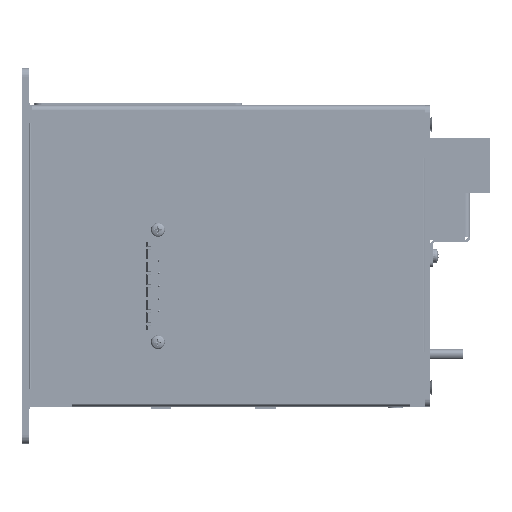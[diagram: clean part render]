
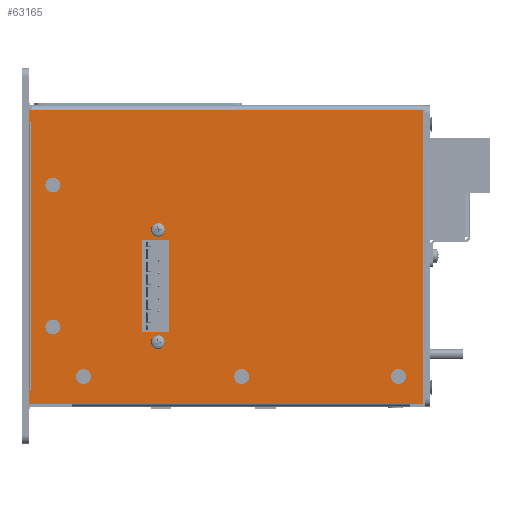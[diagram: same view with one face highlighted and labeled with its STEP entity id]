
A CAD part, left-side view. The second image highlights one B-rep face of the part: STEP entity #63165.
In plain terms, the highlighted planar face has unit normal (-1, 0, 0).
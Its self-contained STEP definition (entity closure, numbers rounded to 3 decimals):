
#3347=FACE_BOUND('',#9469,.T.);
#3348=FACE_BOUND('',#9470,.T.);
#3349=FACE_BOUND('',#9471,.T.);
#3350=FACE_BOUND('',#9472,.T.);
#3351=FACE_BOUND('',#9473,.T.);
#3352=FACE_BOUND('',#9474,.T.);
#3353=FACE_BOUND('',#9475,.T.);
#3354=FACE_BOUND('',#9476,.T.);
#4029=CIRCLE('',#67381,2.55);
#4030=CIRCLE('',#67382,2.55);
#4031=CIRCLE('',#67383,2.55);
#4032=CIRCLE('',#67384,1.75);
#4033=CIRCLE('',#67385,1.75);
#4034=CIRCLE('',#67386,2.55);
#4035=CIRCLE('',#67387,2.55);
#5907=FACE_OUTER_BOUND('',#9468,.T.);
#9468=EDGE_LOOP('',(#42324,#42325,#42326,#42327,#42328,#42329,#42330,#42331,
#42332));
#9469=EDGE_LOOP('',(#42333));
#9470=EDGE_LOOP('',(#42334));
#9471=EDGE_LOOP('',(#42335));
#9472=EDGE_LOOP('',(#42336));
#9473=EDGE_LOOP('',(#42337));
#9474=EDGE_LOOP('',(#42338,#42339,#42340,#42341));
#9475=EDGE_LOOP('',(#42342));
#9476=EDGE_LOOP('',(#42343));
#13711=LINE('',#91456,#20605);
#13720=LINE('',#91474,#20614);
#13723=LINE('',#91480,#20617);
#13725=LINE('',#91484,#20619);
#13726=LINE('',#91486,#20620);
#13727=LINE('',#91488,#20621);
#13728=LINE('',#91490,#20622);
#13729=LINE('',#91492,#20623);
#13730=LINE('',#91493,#20624);
#13731=LINE('',#91506,#20625);
#13732=LINE('',#91508,#20626);
#13733=LINE('',#91510,#20627);
#13734=LINE('',#91511,#20628);
#20605=VECTOR('',#73111,10.);
#20614=VECTOR('',#73126,10.);
#20617=VECTOR('',#73131,10.);
#20619=VECTOR('',#73135,1.44);
#20620=VECTOR('',#73136,10.);
#20621=VECTOR('',#73137,10.);
#20622=VECTOR('',#73138,10.);
#20623=VECTOR('',#73139,10.);
#20624=VECTOR('',#73140,1.44);
#20625=VECTOR('',#73151,10.);
#20626=VECTOR('',#73152,10.);
#20627=VECTOR('',#73153,10.);
#20628=VECTOR('',#73154,10.);
#27499=VERTEX_POINT('',#91453);
#27500=VERTEX_POINT('',#91455);
#27506=VERTEX_POINT('',#91473);
#27508=VERTEX_POINT('',#91479);
#27509=VERTEX_POINT('',#91483);
#27510=VERTEX_POINT('',#91485);
#27511=VERTEX_POINT('',#91487);
#27512=VERTEX_POINT('',#91489);
#27513=VERTEX_POINT('',#91491);
#27514=VERTEX_POINT('',#91494);
#27515=VERTEX_POINT('',#91496);
#27516=VERTEX_POINT('',#91498);
#27517=VERTEX_POINT('',#91500);
#27518=VERTEX_POINT('',#91502);
#27519=VERTEX_POINT('',#91504);
#27520=VERTEX_POINT('',#91505);
#27521=VERTEX_POINT('',#91507);
#27522=VERTEX_POINT('',#91509);
#27523=VERTEX_POINT('',#91512);
#27524=VERTEX_POINT('',#91514);
#33272=EDGE_CURVE('',#27500,#27499,#13711,.T.);
#33281=EDGE_CURVE('',#27506,#27500,#13720,.T.);
#33284=EDGE_CURVE('',#27508,#27506,#13723,.T.);
#33286=EDGE_CURVE('',#27509,#27499,#13725,.T.);
#33287=EDGE_CURVE('',#27510,#27509,#13726,.T.);
#33288=EDGE_CURVE('',#27511,#27510,#13727,.T.);
#33289=EDGE_CURVE('',#27511,#27512,#13728,.T.);
#33290=EDGE_CURVE('',#27512,#27513,#13729,.T.);
#33291=EDGE_CURVE('',#27508,#27513,#13730,.T.);
#33292=EDGE_CURVE('',#27514,#27514,#4029,.T.);
#33293=EDGE_CURVE('',#27515,#27515,#4030,.T.);
#33294=EDGE_CURVE('',#27516,#27516,#4031,.T.);
#33295=EDGE_CURVE('',#27517,#27517,#4032,.T.);
#33296=EDGE_CURVE('',#27518,#27518,#4033,.T.);
#33297=EDGE_CURVE('',#27519,#27520,#13731,.T.);
#33298=EDGE_CURVE('',#27520,#27521,#13732,.T.);
#33299=EDGE_CURVE('',#27521,#27522,#13733,.T.);
#33300=EDGE_CURVE('',#27522,#27519,#13734,.T.);
#33301=EDGE_CURVE('',#27523,#27523,#4034,.T.);
#33302=EDGE_CURVE('',#27524,#27524,#4035,.T.);
#42324=ORIENTED_EDGE('',*,*,#33284,.T.);
#42325=ORIENTED_EDGE('',*,*,#33281,.T.);
#42326=ORIENTED_EDGE('',*,*,#33272,.T.);
#42327=ORIENTED_EDGE('',*,*,#33286,.F.);
#42328=ORIENTED_EDGE('',*,*,#33287,.F.);
#42329=ORIENTED_EDGE('',*,*,#33288,.F.);
#42330=ORIENTED_EDGE('',*,*,#33289,.T.);
#42331=ORIENTED_EDGE('',*,*,#33290,.T.);
#42332=ORIENTED_EDGE('',*,*,#33291,.F.);
#42333=ORIENTED_EDGE('',*,*,#33292,.F.);
#42334=ORIENTED_EDGE('',*,*,#33293,.F.);
#42335=ORIENTED_EDGE('',*,*,#33294,.F.);
#42336=ORIENTED_EDGE('',*,*,#33295,.T.);
#42337=ORIENTED_EDGE('',*,*,#33296,.T.);
#42338=ORIENTED_EDGE('',*,*,#33297,.T.);
#42339=ORIENTED_EDGE('',*,*,#33298,.T.);
#42340=ORIENTED_EDGE('',*,*,#33299,.T.);
#42341=ORIENTED_EDGE('',*,*,#33300,.T.);
#42342=ORIENTED_EDGE('',*,*,#33301,.F.);
#42343=ORIENTED_EDGE('',*,*,#33302,.F.);
#60374=PLANE('',#67380);
#63165=ADVANCED_FACE('',(#5907,#3347,#3348,#3349,#3350,#3351,#3352,#3353,
#3354),#60374,.T.);
#67380=AXIS2_PLACEMENT_3D('',#91482,#73133,#73134);
#67381=AXIS2_PLACEMENT_3D('',#91495,#73141,#73142);
#67382=AXIS2_PLACEMENT_3D('',#91497,#73143,#73144);
#67383=AXIS2_PLACEMENT_3D('',#91499,#73145,#73146);
#67384=AXIS2_PLACEMENT_3D('',#91501,#73147,#73148);
#67385=AXIS2_PLACEMENT_3D('',#91503,#73149,#73150);
#67386=AXIS2_PLACEMENT_3D('',#91513,#73155,#73156);
#67387=AXIS2_PLACEMENT_3D('',#91515,#73157,#73158);
#73111=DIRECTION('',(0.,1.,0.));
#73126=DIRECTION('',(0.,0.,-1.));
#73131=DIRECTION('',(0.,-1.,0.));
#73133=DIRECTION('center_axis',(-1.,0.,0.));
#73134=DIRECTION('ref_axis',(0.,0.,
1.));
#73135=DIRECTION('',(0.,0.,1.));
#73136=DIRECTION('',(0.,1.,0.));
#73137=DIRECTION('',(0.,0.,-1.));
#73138=DIRECTION('',(0.,1.,0.));
#73139=DIRECTION('',(0.,1.,0.));
#73140=DIRECTION('',(0.,0.,1.));
#73141=DIRECTION('center_axis',(-1.,0.,0.));
#73142=DIRECTION('ref_axis',(0.,0.,
-1.));
#73143=DIRECTION('center_axis',(-1.,0.,0.));
#73144=DIRECTION('ref_axis',(0.,0.,
-1.));
#73145=DIRECTION('center_axis',(-1.,0.,0.));
#73146=DIRECTION('ref_axis',(0.,0.,
-1.));
#73147=DIRECTION('center_axis',(1.,0.,0.));
#73148=DIRECTION('ref_axis',(0.,0.,-1.));
#73149=DIRECTION('center_axis',(1.,0.,0.));
#73150=DIRECTION('ref_axis',(0.,0.,-1.));
#73151=DIRECTION('',(0.,0.,-1.));
#73152=DIRECTION('',(0.,1.,0.));
#73153=DIRECTION('',(0.,0.,1.));
#73154=DIRECTION('',(0.,-1.,0.));
#73155=DIRECTION('center_axis',(-1.,0.,0.));
#73156=DIRECTION('ref_axis',(0.,0.,
-1.));
#73157=DIRECTION('center_axis',(-1.,0.,0.));
#73158=DIRECTION('ref_axis',(0.,0.,
-1.));
#91453=CARTESIAN_POINT('',(0.,160.,-113.5));
#91455=CARTESIAN_POINT('',(0.,158.5,-113.5));
#91456=CARTESIAN_POINT('',(0.,119.5,-113.5));
#91473=CARTESIAN_POINT('',(0.,158.5,-5.5));
#91474=CARTESIAN_POINT('',(0.,158.5,-32.185));
#91479=CARTESIAN_POINT('',(0.,160.,-5.5));
#91480=CARTESIAN_POINT('',(0.,120.25,-5.5));
#91482=CARTESIAN_POINT('Origin',(0.,80.5,
-58.869));
#91483=CARTESIAN_POINT('',(0.,160.,-119.));
#91484=CARTESIAN_POINT('',(0.,160.,3.524));
#91485=CARTESIAN_POINT('',(0.,1.,-119.));
#91486=CARTESIAN_POINT('',(0.,1.,-119.));
#91487=CARTESIAN_POINT('',(0.,1.,-1.));
#91488=CARTESIAN_POINT('',(0.,1.,-1.));
#91489=CARTESIAN_POINT('',(0.,158.,-1.));
#91490=CARTESIAN_POINT('',(0.,80.5,-1.));
#91491=CARTESIAN_POINT('',(0.,160.,-1.));
#91492=CARTESIAN_POINT('',(0.,80.5,-1.));
#91493=CARTESIAN_POINT('',(0.,160.,3.524));
#91494=CARTESIAN_POINT('',(0.,149.6,-28.45));
#91495=CARTESIAN_POINT('Origin',(0.,149.6,-31.));
#91496=CARTESIAN_POINT('',(0.,10.709,-105.375));
#91497=CARTESIAN_POINT('Origin',(0.,10.709,
-107.925));
#91498=CARTESIAN_POINT('',(0.,137.291,-105.375));
#91499=CARTESIAN_POINT('Origin',(0.,137.291,
-107.925));
#91500=CARTESIAN_POINT('',(0.,107.426,-92.385));
#91501=CARTESIAN_POINT('Origin',(0.,107.426,
-94.135));
#91502=CARTESIAN_POINT('',(0.,107.4,-47.285));
#91503=CARTESIAN_POINT('Origin',(0.,107.4,
-49.035));
#91504=CARTESIAN_POINT('',(0.,103.1,-53.135));
#91505=CARTESIAN_POINT('',(0.,103.1,-90.035));
#91506=CARTESIAN_POINT('',(0.,103.1,-56.502));
#91507=CARTESIAN_POINT('',(0.,113.6,-90.035));
#91508=CARTESIAN_POINT('',(0.,91.8,-90.035));
#91509=CARTESIAN_POINT('',(0.,113.6,-53.135));
#91510=CARTESIAN_POINT('',(0.,113.6,-74.952));
#91511=CARTESIAN_POINT('',(0.,97.05,-53.135));
#91512=CARTESIAN_POINT('',(0.,73.75,-105.375));
#91513=CARTESIAN_POINT('Origin',(0.,73.75,
-107.925));
#91514=CARTESIAN_POINT('',(0.,149.6,-85.45));
#91515=CARTESIAN_POINT('Origin',(0.,149.6,-88.));
